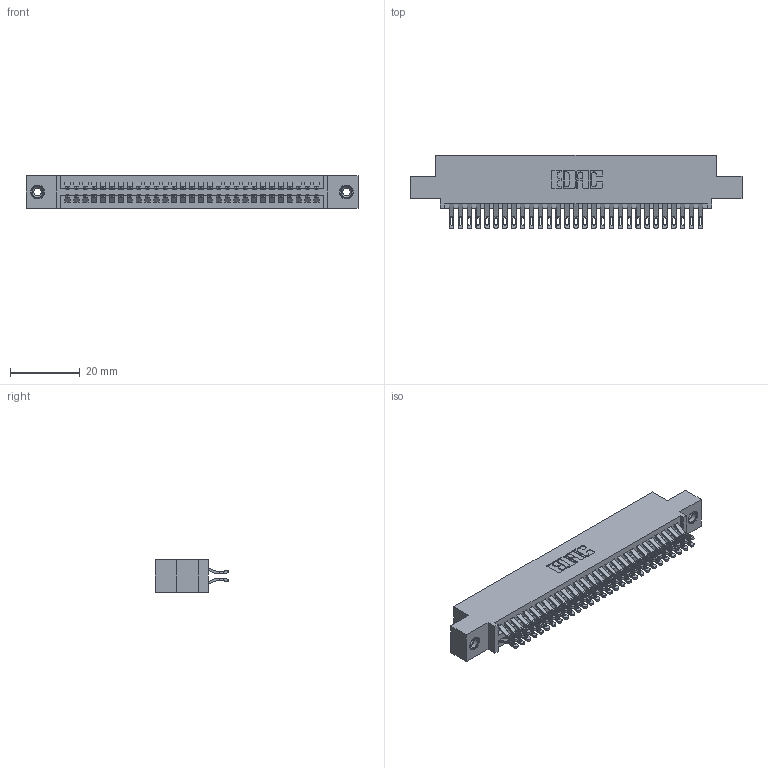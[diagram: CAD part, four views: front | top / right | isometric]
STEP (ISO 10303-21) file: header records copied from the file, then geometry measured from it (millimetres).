
FILE_DESCRIPTION (( 'STEP AP203' ), '1' );
FILE_NAME ('395-058-555-508.STEP', '2018-11-23T04:36:13', ( '' ), ( '' ), 'SwSTEP 2.0', 'SolidWorks 2016', '' );
FILE_SCHEMA (( 'CONFIG_CONTROL_DESIGN' ));
Length unit declared in the file: inch
Products named in the file (4): 395-058-555-508; 345-292-001_555 Tail; 345-250-001_345-250-003-102; 345 Part_0.110 Offset - 0.156 Dia-TI
Assembly tree (61 placements, depth 2):
  395-058-555-508
    345 Part_0.110 Offset - 0.156 Dia-TI
    345-292-001_555 Tail  x58
    345-250-001_345-250-003-102  x2
Bounding box: 94.87 x 21.13 x 9.4 mm (x, y, z)
Volume: 9183.3 mm3; surface area: 14014.1 mm2
Topology: 61 solids, 61 shells, 3438 faces, 10755 edges, 7162 vertices
Faces by surface type: plane 1914, cylinder 1508, cone 12, torus 4
Entity records: 26148 total; most frequent: CARTESIAN_POINT 4413, ORIENTED_EDGE 4310, DIRECTION 3901, EDGE_CURVE 2155, VECTOR 1867, LINE 1867, VERTEX_POINT 1432, AXIS2_PLACEMENT_3D 1017
